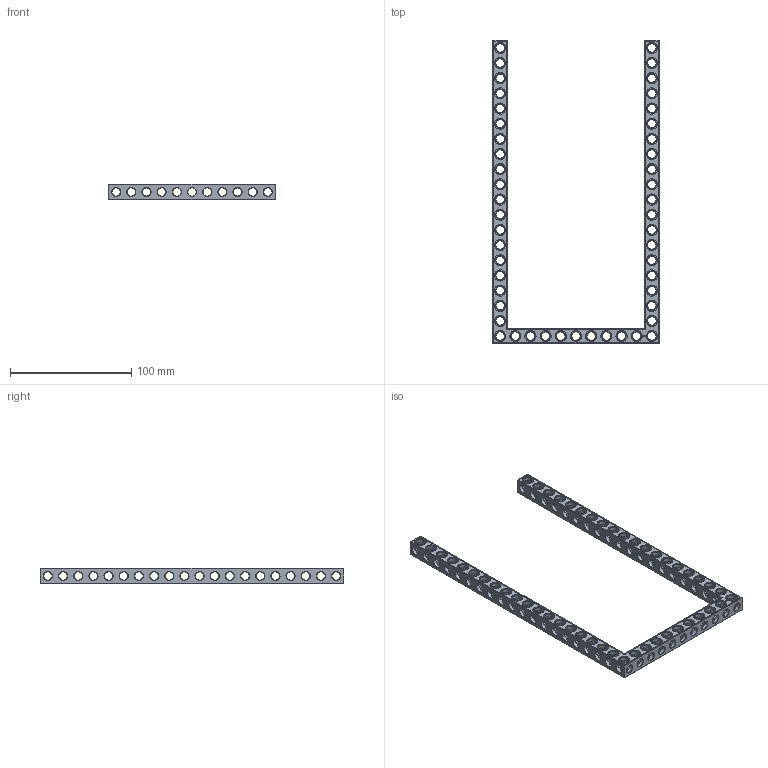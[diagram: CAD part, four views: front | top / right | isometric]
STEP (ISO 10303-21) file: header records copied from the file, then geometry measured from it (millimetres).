
FILE_DESCRIPTION(('FreeCAD Model'),'2;1');
FILE_NAME('Open CASCADE Shape Model','2022-02-26T15:39:50',('Author'),( ''),'Open CASCADE STEP processor 7.5','FreeCAD','Unknown');
FILE_SCHEMA(('AUTOMOTIVE_DESIGN { 1 0 10303 214 1 1 1 1 }'));
Products named in the file (1): Beam AGD ESS USH SYM BU11x20x01 - SPN-BEM-0479 (stemfie.org)
Bounding box: 137.5 x 250 x 12.5 mm (x, y, z)
Volume: 47887.7 mm3; surface area: 42692 mm2
Topology: 1 solids, 1 shells, 1056 faces, 3261 edges, 2094 vertices
Faces by surface type: plane 429, cylinder 295, cone 198, extrusion 134
Full cylindrical faces by diameter (mm): 6.98 x42, 7 x204, 9.2 x49
Entity records: 278237 total; most frequent: CARTESIAN_POINT 217707, DIRECTION 9807, ORIENTED_EDGE 6522, PCURVE 6522, DEFINITIONAL_REPRESENTATION 6522, VECTOR 5846, LINE 5712, EDGE_CURVE 3261
